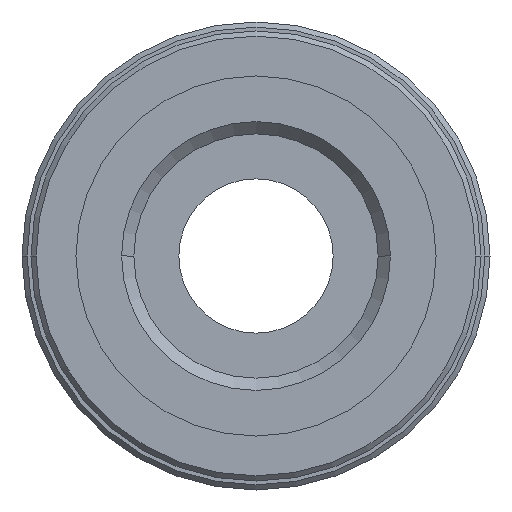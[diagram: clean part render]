
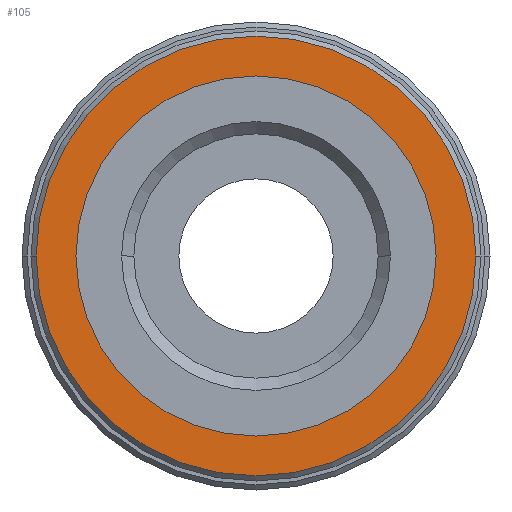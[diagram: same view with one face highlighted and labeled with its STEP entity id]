
A CAD part, front view. The second image highlights one B-rep face of the part: STEP entity #105.
In plain terms, the highlighted planar face has unit normal (0, -1, 0).
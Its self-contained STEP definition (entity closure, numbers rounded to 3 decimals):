
#105=ADVANCED_FACE('',(#272,#273),#274,.T.);
#272=FACE_BOUND('',#513,.T.);
#273=FACE_OUTER_BOUND('',#514,.T.);
#274=PLANE('',#515);
#513=EDGE_LOOP('',(#770,#771));
#514=EDGE_LOOP('',(#772,#773));
#515=AXIS2_PLACEMENT_3D('',#774,#775,#776);
#770=ORIENTED_EDGE('',*,*,#1350,.T.);
#771=ORIENTED_EDGE('',*,*,#1331,.T.);
#772=ORIENTED_EDGE('',*,*,#1351,.F.);
#773=ORIENTED_EDGE('',*,*,#1352,.F.);
#774=CARTESIAN_POINT('',(4.275,0.1,0.0));
#775=DIRECTION('',(0.,-1.0,0.0));
#776=DIRECTION('',(-1.0,0.,0.0));
#1331=EDGE_CURVE('',#1552,#1556,#1558,.T.);
#1350=EDGE_CURVE('',#1556,#1552,#1591,.T.);
#1351=EDGE_CURVE('',#1592,#1593,#1594,.T.);
#1352=EDGE_CURVE('',#1593,#1592,#1595,.T.);
#1552=VERTEX_POINT('',#1867);
#1556=VERTEX_POINT('',#1872);
#1558=CIRCLE('',#1875,7.0);
#1591=CIRCLE('',#1912,7.0);
#1592=VERTEX_POINT('',#1913);
#1593=VERTEX_POINT('',#1914);
#1594=CIRCLE('',#1915,8.55);
#1595=CIRCLE('',#1916,8.55);
#1867=CARTESIAN_POINT('',(7.0,0.1,0.));
#1872=CARTESIAN_POINT('',(-7.0,0.1,0.));
#1875=AXIS2_PLACEMENT_3D('',#2239,#2240,#2241);
#1912=AXIS2_PLACEMENT_3D('',#2276,#2277,#2278);
#1913=CARTESIAN_POINT('',(8.55,0.1,0.0));
#1914=CARTESIAN_POINT('',(-8.55,0.1,0.));
#1915=AXIS2_PLACEMENT_3D('',#2279,#2280,#2281);
#1916=AXIS2_PLACEMENT_3D('',#2282,#2283,#2284);
#2239=CARTESIAN_POINT('',(0.0,0.1,0.0));
#2240=DIRECTION('',(0.,1.0,0.0));
#2241=DIRECTION('',(1.0,0.,0.0));
#2276=CARTESIAN_POINT('',(0.0,0.1,0.0));
#2277=DIRECTION('',(0.,1.0,0.0));
#2278=DIRECTION('',(1.0,0.,0.0));
#2279=CARTESIAN_POINT('',(0.0,0.1,0.0));
#2280=DIRECTION('',(-0.0,1.0,0.0));
#2281=DIRECTION('',(1.0,0.0,0.0));
#2282=CARTESIAN_POINT('',(0.0,0.1,0.0));
#2283=DIRECTION('',(-0.0,1.0,0.0));
#2284=DIRECTION('',(1.0,0.0,0.0));
